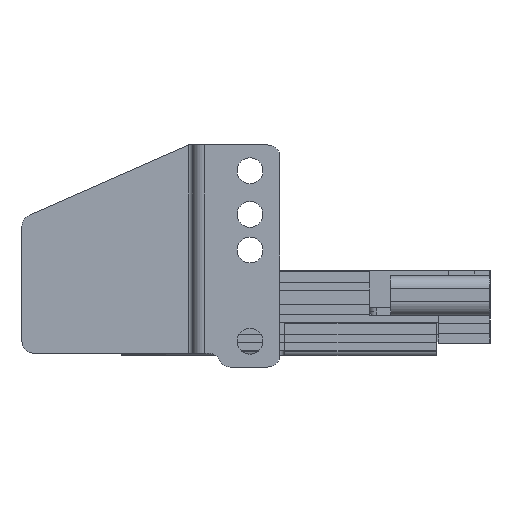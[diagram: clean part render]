
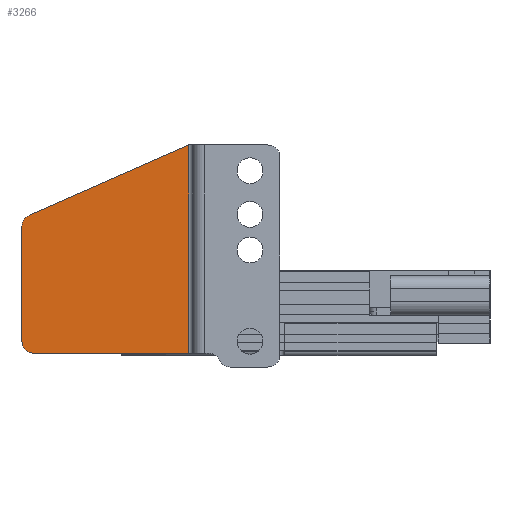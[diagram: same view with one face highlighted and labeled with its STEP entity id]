
A CAD part, left-side view. The second image highlights one B-rep face of the part: STEP entity #3266.
In plain terms, the highlighted planar face has unit normal (-1, 0, 0).
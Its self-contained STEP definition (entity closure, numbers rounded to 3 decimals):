
#3266=ADVANCED_FACE('',(#4659),#4660,.T.);
#4659=FACE_OUTER_BOUND('',#5859,.T.);
#4660=PLANE('',#5860);
#5859=EDGE_LOOP('',(#10261,#10262,#10263,#10264,#10265,#10266));
#5860=AXIS2_PLACEMENT_3D('',#10267,#10268,#10269);
#10261=ORIENTED_EDGE('',*,*,#12246,.T.);
#10262=ORIENTED_EDGE('',*,*,#12247,.T.);
#10263=ORIENTED_EDGE('',*,*,#12248,.T.);
#10264=ORIENTED_EDGE('',*,*,#12249,.T.);
#10265=ORIENTED_EDGE('',*,*,#12250,.T.);
#10266=ORIENTED_EDGE('',*,*,#12251,.T.);
#10267=CARTESIAN_POINT('',(-260.0,-40.0,-12.0));
#10268=DIRECTION('',(-1.0,0.0,0.0));
#10269=DIRECTION('',(0.0,0.,1.0));
#12246=EDGE_CURVE('',#14338,#14339,#14340,.T.);
#12247=EDGE_CURVE('',#14339,#14341,#14342,.T.);
#12248=EDGE_CURVE('',#14341,#14343,#14344,.T.);
#12249=EDGE_CURVE('',#14343,#14345,#14346,.T.);
#12250=EDGE_CURVE('',#14345,#14347,#14348,.T.);
#12251=EDGE_CURVE('',#14347,#14338,#14349,.T.);
#14338=VERTEX_POINT('',#17635);
#14339=VERTEX_POINT('',#17636);
#14340=LINE('',#17637,#17638);
#14341=VERTEX_POINT('',#17639);
#14342=LINE('',#17640,#17641);
#14343=VERTEX_POINT('',#17642);
#14344=LINE('',#17643,#17644);
#14345=VERTEX_POINT('',#17645);
#14346=CIRCLE('',#17646,3.0);
#14347=VERTEX_POINT('',#17647);
#14348=LINE('',#17648,#17649);
#14349=CIRCLE('',#17650,3.0);
#17635=CARTESIAN_POINT('',(-260.0,2.0,-12.0));
#17636=CARTESIAN_POINT('',(-260.0,-37.0,-12.0));
#17637=CARTESIAN_POINT('',(-260.0,2.0,-12.0));
#17638=VECTOR('',#19834,39.0);
#17639=CARTESIAN_POINT('',(-260.0,-37.0,40.5));
#17640=CARTESIAN_POINT('',(-260.0,-37.0,-12.0));
#17641=VECTOR('',#19835,52.5);
#17642=CARTESIAN_POINT('',(-260.0,3.209,22.789));
#17643=CARTESIAN_POINT('',(-260.0,-37.0,40.5));
#17644=VECTOR('',#19836,43.937);
#17645=CARTESIAN_POINT('',(-260.0,5.0,20.043));
#17646=AXIS2_PLACEMENT_3D('',#19837,#19838,#19839);
#17647=CARTESIAN_POINT('',(-260.0,5.0,-9.));
#17648=CARTESIAN_POINT('',(-260.0,5.0,20.043));
#17649=VECTOR('',#19840,29.043);
#17650=AXIS2_PLACEMENT_3D('',#19841,#19842,#19843);
#19834=DIRECTION('',(0.0,-1.0,0.0));
#19835=DIRECTION('',(0.0,0.0,1.0));
#19836=DIRECTION('',(0.0,0.915,-0.403));
#19837=CARTESIAN_POINT('',(-260.0,2.0,20.043));
#19838=DIRECTION('',(-1.0,0.0,0.0));
#19839=DIRECTION('',(0.0,0.403,0.915));
#19840=DIRECTION('',(0.0,0.0,-1.0));
#19841=CARTESIAN_POINT('',(-260.0,2.0,-9.));
#19842=DIRECTION('',(-1.0,0.0,0.0));
#19843=DIRECTION('',(0.0,1.0,0.0));
